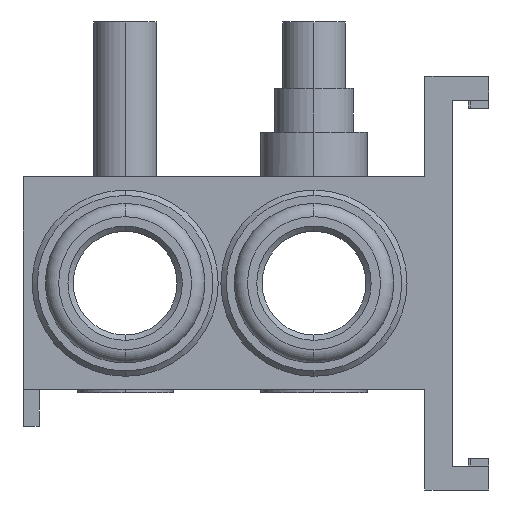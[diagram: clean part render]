
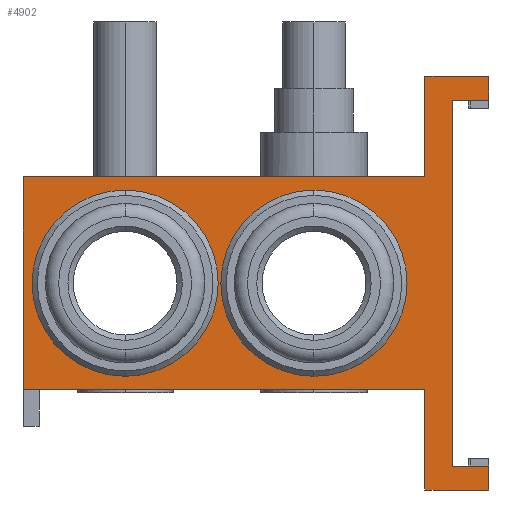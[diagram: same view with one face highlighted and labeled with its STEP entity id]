
A CAD part, left-side view. The second image highlights one B-rep face of the part: STEP entity #4902.
In plain terms, the highlighted planar face has unit normal (-1, 0, 0).
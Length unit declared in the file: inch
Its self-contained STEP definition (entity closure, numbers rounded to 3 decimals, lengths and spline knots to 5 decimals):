
#341 = CARTESIAN_POINT ( 'NONE',  ( -1.994, -0.635, 0.7775 ) ) ;
#343 = EDGE_CURVE ( 'NONE', #7851, #7800, #5242, .T. ) ;
#384 = DIRECTION ( 'NONE',  ( 1., 0., 0. ) ) ;
#471 = AXIS2_PLACEMENT_3D ( 'NONE', #4431, #753, #7230 ) ;
#567 = LINE ( 'NONE', #4884, #10415 ) ;
#583 = LINE ( 'NONE', #1195, #4919 ) ;
#753 = DIRECTION ( 'NONE',  ( 1., 0., 0. ) ) ;
#780 = CIRCLE ( 'NONE', #9005, 0.195 ) ;
#801 = VERTEX_POINT ( 'NONE', #10352 ) ;
#815 = CARTESIAN_POINT ( 'NONE',  ( -1.994, -0.738, 0.6875 ) ) ;
#902 = CARTESIAN_POINT ( 'NONE',  ( -1.994, 0.875, -0.4 ) ) ;
#935 = CARTESIAN_POINT ( 'NONE',  ( -1.994, -0.875, -0.6875 ) ) ;
#1005 = CIRCLE ( 'NONE', #4798, 0.195 ) ;
#1104 = ORIENTED_EDGE ( 'NONE', *, *, #7182, .T. ) ;
#1125 = EDGE_CURVE ( 'NONE', #3510, #2237, #780, .T. ) ;
#1169 = DIRECTION ( 'NONE',  ( 1., 0., 0. ) ) ;
#1195 = CARTESIAN_POINT ( 'NONE',  ( -1.994, -0.875, -0.7775 ) ) ;
#1196 = DIRECTION ( 'NONE',  ( 0., 0., 1. ) ) ;
#1305 = EDGE_CURVE ( 'NONE', #7423, #3012, #8318, .T. ) ;
#1505 = VECTOR ( 'NONE', #8579, 39.37008 ) ;
#1697 = CARTESIAN_POINT ( 'NONE',  ( -1.994, -0.635, 0.4 ) ) ;
#2077 = CARTESIAN_POINT ( 'NONE',  ( -1.994, -0.635, -0.7775 ) ) ;
#2121 = DIRECTION ( 'NONE',  ( 0., 1., 0. ) ) ;
#2151 = LINE ( 'NONE', #4647, #4376 ) ;
#2221 = VERTEX_POINT ( 'NONE', #935 ) ;
#2237 = VERTEX_POINT ( 'NONE', #2847 ) ;
#2245 = VECTOR ( 'NONE', #3254, 39.37008 ) ;
#2613 = CARTESIAN_POINT ( 'NONE',  ( -1.994, -0.875, 0.6875 ) ) ;
#2684 = EDGE_LOOP ( 'NONE', ( #3304, #11183 ) ) ;
#2717 = CARTESIAN_POINT ( 'NONE',  ( -1.994, -0.218, 0. ) ) ;
#2847 = CARTESIAN_POINT ( 'NONE',  ( -1.994, -0.218, 0.195 ) ) ;
#2871 = CARTESIAN_POINT ( 'NONE',  ( -1.994, -0.875, -0.7775 ) ) ;
#2887 = EDGE_LOOP ( 'NONE', ( #5264, #6594, #11907, #8781, #6341, #9181, #5072, #3633, #3252, #4864, #10594, #9600 ) ) ;
#2892 = VECTOR ( 'NONE', #10008, 39.37008 ) ;
#3006 = CARTESIAN_POINT ( 'NONE',  ( -1.994, -0.635, 0.7775 ) ) ;
#3012 = VERTEX_POINT ( 'NONE', #9497 ) ;
#3022 = EDGE_CURVE ( 'NONE', #5745, #6344, #567, .T. ) ;
#3104 = ORIENTED_EDGE ( 'NONE', *, *, #1125, .T. ) ;
#3159 = VECTOR ( 'NONE', #4507, 39.37008 ) ;
#3252 = ORIENTED_EDGE ( 'NONE', *, *, #1305, .F. ) ;
#3254 = DIRECTION ( 'NONE',  ( 0., -1., 0. ) ) ;
#3304 = ORIENTED_EDGE ( 'NONE', *, *, #343, .T. ) ;
#3341 = LINE ( 'NONE', #815, #10408 ) ;
#3510 = VERTEX_POINT ( 'NONE', #8990 ) ;
#3573 = CARTESIAN_POINT ( 'NONE',  ( -1.994, -0.875, 0.7775 ) ) ;
#3633 = ORIENTED_EDGE ( 'NONE', *, *, #5033, .F. ) ;
#3677 = DIRECTION ( 'NONE',  ( 0., 0., -1. ) ) ;
#3725 = LINE ( 'NONE', #8748, #5880 ) ;
#4008 = CARTESIAN_POINT ( 'NONE',  ( -1.994, -0.738, 0.6875 ) ) ;
#4124 = CARTESIAN_POINT ( 'NONE',  ( -1.994, -0.875, 0.6875 ) ) ;
#4139 = DIRECTION ( 'NONE',  ( 0., 0., -1. ) ) ;
#4359 = EDGE_CURVE ( 'NONE', #8357, #8448, #5654, .T. ) ;
#4365 = EDGE_CURVE ( 'NONE', #801, #8448, #7819, .T. ) ;
#4376 = VECTOR ( 'NONE', #11139, 39.37008 ) ;
#4431 = CARTESIAN_POINT ( 'NONE',  ( -1.994, 0., 0. ) ) ;
#4507 = DIRECTION ( 'NONE',  ( 0., 0., 1. ) ) ;
#4647 = CARTESIAN_POINT ( 'NONE',  ( -1.994, -0.635, -0.4 ) ) ;
#4685 = CARTESIAN_POINT ( 'NONE',  ( -1.994, 0.492, -0.195 ) ) ;
#4717 = LINE ( 'NONE', #8807, #2245 ) ;
#4761 = FACE_OUTER_BOUND ( 'NONE', #2887, .T. ) ;
#4798 = AXIS2_PLACEMENT_3D ( 'NONE', #5961, #384, #6867 ) ;
#4858 = DIRECTION ( 'NONE',  ( 0., -1., 0. ) ) ;
#4864 = ORIENTED_EDGE ( 'NONE', *, *, #7110, .F. ) ;
#4884 = CARTESIAN_POINT ( 'NONE',  ( -1.994, 0.875, -0.4 ) ) ;
#4902 = ADVANCED_FACE ( 'NONE', ( #11867, #9679, #4761 ), #5385, .F. ) ;
#4919 = VECTOR ( 'NONE', #2121, 39.37008 ) ;
#4964 = CARTESIAN_POINT ( 'NONE',  ( -1.994, 0.875, 0.4 ) ) ;
#5033 = EDGE_CURVE ( 'NONE', #3012, #5745, #2151, .T. ) ;
#5072 = ORIENTED_EDGE ( 'NONE', *, *, #3022, .F. ) ;
#5085 = CARTESIAN_POINT ( 'NONE',  ( -1.994, -0.635, -0.7775 ) ) ;
#5150 = LINE ( 'NONE', #7269, #7306 ) ;
#5235 = DIRECTION ( 'NONE',  ( 1., 0., 0. ) ) ;
#5242 = CIRCLE ( 'NONE', #6568, 0.195 ) ;
#5264 = ORIENTED_EDGE ( 'NONE', *, *, #5829, .T. ) ;
#5340 = AXIS2_PLACEMENT_3D ( 'NONE', #6717, #1169, #7641 ) ;
#5385 = PLANE ( 'NONE',  #471 ) ;
#5438 = DIRECTION ( 'NONE',  ( 0., 0., 1. ) ) ;
#5455 = LINE ( 'NONE', #3006, #11261 ) ;
#5629 = CIRCLE ( 'NONE', #5340, 0.195 ) ;
#5654 = LINE ( 'NONE', #2613, #2892 ) ;
#5745 = VERTEX_POINT ( 'NONE', #902 ) ;
#5829 = EDGE_CURVE ( 'NONE', #6389, #8357, #3341, .T. ) ;
#5880 = VECTOR ( 'NONE', #4139, 39.37008 ) ;
#5961 = CARTESIAN_POINT ( 'NONE',  ( -1.994, -0.218, 0. ) ) ;
#6049 = EDGE_CURVE ( 'NONE', #7800, #7851, #5629, .T. ) ;
#6341 = ORIENTED_EDGE ( 'NONE', *, *, #9323, .F. ) ;
#6344 = VERTEX_POINT ( 'NONE', #4964 ) ;
#6362 = EDGE_CURVE ( 'NONE', #2221, #9498, #3725, .T. ) ;
#6389 = VERTEX_POINT ( 'NONE', #9702 ) ;
#6568 = AXIS2_PLACEMENT_3D ( 'NONE', #10790, #5235, #11710 ) ;
#6594 = ORIENTED_EDGE ( 'NONE', *, *, #4359, .T. ) ;
#6717 = CARTESIAN_POINT ( 'NONE',  ( -1.994, 0.492, 0. ) ) ;
#6867 = DIRECTION ( 'NONE',  ( 0., 0., -1. ) ) ;
#7110 = EDGE_CURVE ( 'NONE', #9498, #7423, #583, .T. ) ;
#7182 = EDGE_CURVE ( 'NONE', #2237, #3510, #1005, .T. ) ;
#7230 = DIRECTION ( 'NONE',  ( 0., 0., -1. ) ) ;
#7269 = CARTESIAN_POINT ( 'NONE',  ( -1.994, -0.875, -0.6875 ) ) ;
#7306 = VECTOR ( 'NONE', #10107, 39.37008 ) ;
#7423 = VERTEX_POINT ( 'NONE', #5085 ) ;
#7641 = DIRECTION ( 'NONE',  ( 0., 0., -1. ) ) ;
#7800 = VERTEX_POINT ( 'NONE', #8229 ) ;
#7819 = LINE ( 'NONE', #3573, #9983 ) ;
#7851 = VERTEX_POINT ( 'NONE', #4685 ) ;
#8101 = LINE ( 'NONE', #9125, #3159 ) ;
#8229 = CARTESIAN_POINT ( 'NONE',  ( -1.994, 0.492, 0.195 ) ) ;
#8318 = LINE ( 'NONE', #2077, #1505 ) ;
#8357 = VERTEX_POINT ( 'NONE', #4008 ) ;
#8448 = VERTEX_POINT ( 'NONE', #4124 ) ;
#8579 = DIRECTION ( 'NONE',  ( 0., 0., 1. ) ) ;
#8748 = CARTESIAN_POINT ( 'NONE',  ( -1.994, -0.875, 0.7775 ) ) ;
#8781 = ORIENTED_EDGE ( 'NONE', *, *, #11372, .F. ) ;
#8807 = CARTESIAN_POINT ( 'NONE',  ( -1.994, 0.875, 0.4 ) ) ;
#8990 = CARTESIAN_POINT ( 'NONE',  ( -1.994, -0.218, -0.195 ) ) ;
#9005 = AXIS2_PLACEMENT_3D ( 'NONE', #2717, #9197, #3677 ) ;
#9125 = CARTESIAN_POINT ( 'NONE',  ( -1.994, -0.635, 0.4 ) ) ;
#9181 = ORIENTED_EDGE ( 'NONE', *, *, #11624, .F. ) ;
#9197 = DIRECTION ( 'NONE',  ( 1., 0., 0. ) ) ;
#9321 = VERTEX_POINT ( 'NONE', #1697 ) ;
#9323 = EDGE_CURVE ( 'NONE', #9321, #9666, #8101, .T. ) ;
#9497 = CARTESIAN_POINT ( 'NONE',  ( -1.994, -0.635, -0.4 ) ) ;
#9498 = VERTEX_POINT ( 'NONE', #2871 ) ;
#9600 = ORIENTED_EDGE ( 'NONE', *, *, #11849, .T. ) ;
#9666 = VERTEX_POINT ( 'NONE', #341 ) ;
#9679 = FACE_BOUND ( 'NONE', #11293, .T. ) ;
#9702 = CARTESIAN_POINT ( 'NONE',  ( -1.994, -0.738, -0.6875 ) ) ;
#9983 = VECTOR ( 'NONE', #10930, 39.37008 ) ;
#10008 = DIRECTION ( 'NONE',  ( 0., -1., 0. ) ) ;
#10107 = DIRECTION ( 'NONE',  ( 0., 1., 0. ) ) ;
#10352 = CARTESIAN_POINT ( 'NONE',  ( -1.994, -0.875, 0.7775 ) ) ;
#10408 = VECTOR ( 'NONE', #5438, 39.37008 ) ;
#10415 = VECTOR ( 'NONE', #1196, 39.37008 ) ;
#10594 = ORIENTED_EDGE ( 'NONE', *, *, #6362, .F. ) ;
#10790 = CARTESIAN_POINT ( 'NONE',  ( -1.994, 0.492, 0. ) ) ;
#10930 = DIRECTION ( 'NONE',  ( 0., 0., -1. ) ) ;
#11139 = DIRECTION ( 'NONE',  ( 0., 1., 0. ) ) ;
#11183 = ORIENTED_EDGE ( 'NONE', *, *, #6049, .T. ) ;
#11261 = VECTOR ( 'NONE', #4858, 39.37008 ) ;
#11293 = EDGE_LOOP ( 'NONE', ( #3104, #1104 ) ) ;
#11372 = EDGE_CURVE ( 'NONE', #9666, #801, #5455, .T. ) ;
#11624 = EDGE_CURVE ( 'NONE', #6344, #9321, #4717, .T. ) ;
#11710 = DIRECTION ( 'NONE',  ( 0., 0., -1. ) ) ;
#11849 = EDGE_CURVE ( 'NONE', #2221, #6389, #5150, .T. ) ;
#11867 = FACE_BOUND ( 'NONE', #2684, .T. ) ;
#11907 = ORIENTED_EDGE ( 'NONE', *, *, #4365, .F. ) ;
